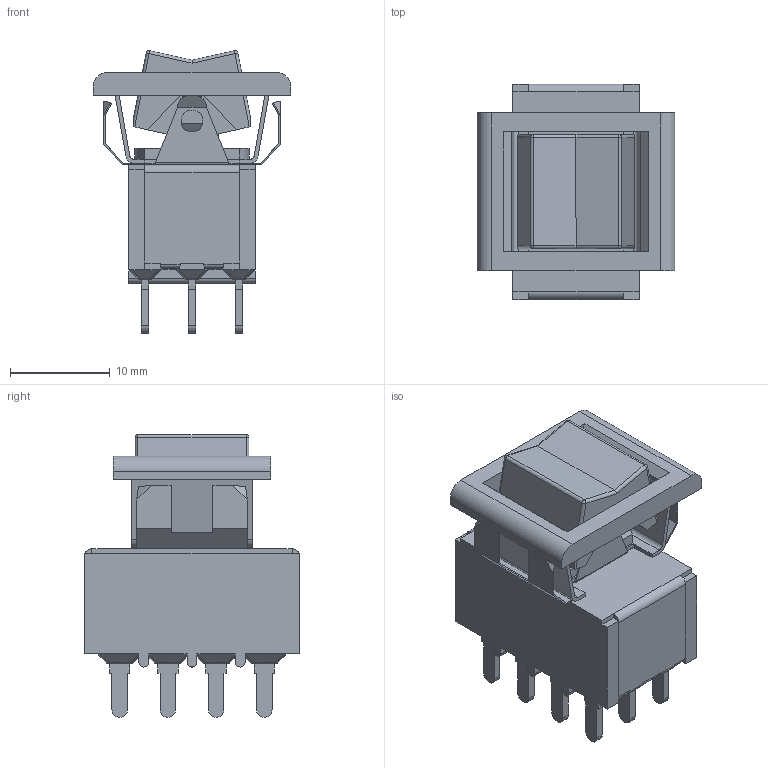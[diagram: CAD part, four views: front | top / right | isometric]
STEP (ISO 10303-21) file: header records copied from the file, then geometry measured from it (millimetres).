
FILE_DESCRIPTION(/* description */ (''),/* implementation_level */ '2;1');
FILE_NAME(/* name */ '3004PxR11xxxM3xExxx.stp',/* time_stamp */ '2025-05-02T15:44:55-05:00',/* author */ ('mroman'),/* organization */ (''),/* preprocessor_version */ 'ST-DEVELOPER v18.1',/* originating_system */ 'Autodesk Inventor 2022',/* authorisation */ '');
FILE_SCHEMA (('AUTOMOTIVE_DESIGN { 1 0 10303 214 3 1 1 }'));
Length unit declared in the file: inch
Products named in the file (1): 3004PxR11xxxM3xExxx
Bounding box: 19.85 x 21.59 x 28.34 mm (x, y, z)
Volume: 4484.1 mm3; surface area: 3764.7 mm2
Topology: 1 solids, 2 shells, 653 faces, 1718 edges, 1028 vertices
Faces by surface type: plane 444, cylinder 157, sphere 52
Full cylindrical faces by diameter (mm): 2.2 x4, 3.2 x1, 5.2 x1
Entity records: 19395 total; most frequent: CARTESIAN_POINT 3348, ORIENTED_EDGE 3332, DIRECTION 3328, EDGE_CURVE 1666, LINE 1312, VECTOR 1312, VERTEX_POINT 1028, AXIS2_PLACEMENT_3D 1008
